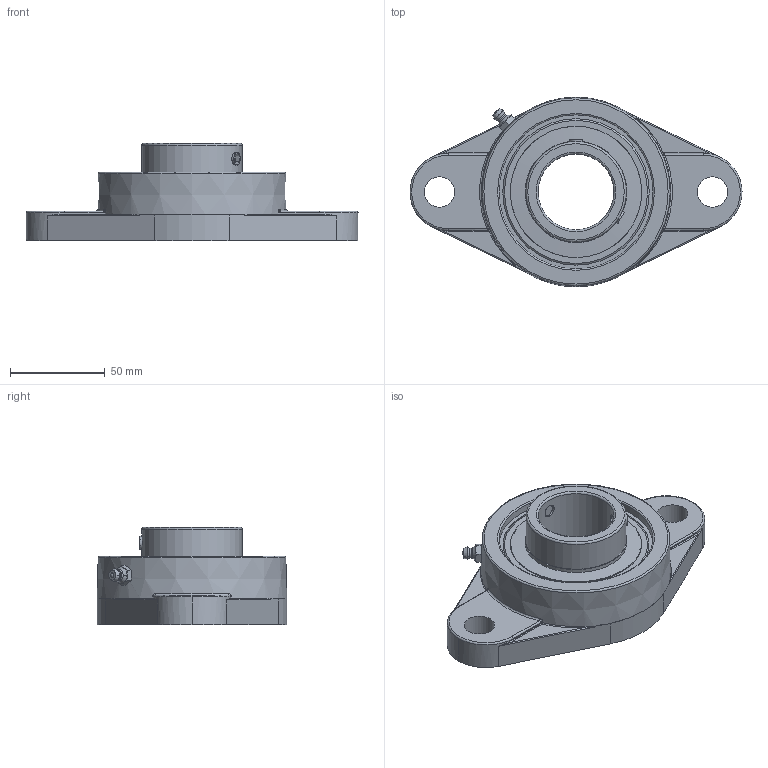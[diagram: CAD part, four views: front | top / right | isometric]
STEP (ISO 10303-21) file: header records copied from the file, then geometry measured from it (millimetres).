
FILE_DESCRIPTION(('HOOPS Exchange Step'),'2;1');
FILE_NAME('export-705FDBF5-41C0-4FF4-B390-AA83ECE924FA.stp','2019-12-13T08:26:11-08:00',('ibuslach'),('Alibre'),'HOOPS Exchange 2019.2','Alibre','Unknown authorisation');
FILE_SCHEMA( ('AP242_MANAGED_MODEL_BASED_3D_ENGINEERING_MIM_LF {1 0 10303 442 1 1 4 }') );
Length unit declared in the file: centimetre
Products named in the file (7): UCP ZERK 6mm; MRN SFL 208; SUC 208 RACES; SUC 208 SHIELD; SUC 208 SS; MRN SUC 208; MRN SUCFL 208
Assembly tree (8 placements, depth 3):
  MRN SUCFL 208
    UCP ZERK 6mm
    MRN SFL 208
    MRN SUC 208
      SUC 208 RACES
      SUC 208 SHIELD  x2
      SUC 208 SS  x2
Bounding box: 175 x 100 x 51.2 mm (x, y, z)
Volume: 215857.2 mm3; surface area: 73128.3 mm2
Topology: 8 solids, 8 shells, 199 faces, 508 edges, 318 vertices
Faces by surface type: plane 64, cylinder 54, torus 29, bspline 24, cone 19, sphere 9
Full cylindrical faces by diameter (mm): 1.505 x2, 5.994 x1, 6 x1, 6.782 x4, 16 x2, 40 x1, 52.832 x4, 53.594 x2, 69.215 x4, 81.195 x1, 83.195 x1
Entity records: 14632 total; most frequent: CARTESIAN_POINT 10125, DIRECTION 933, ORIENTED_EDGE 906, EDGE_CURVE 453, AXIS2_PLACEMENT_3D 398, VERTEX_POINT 287, CIRCLE 219, EDGE_LOOP 206
